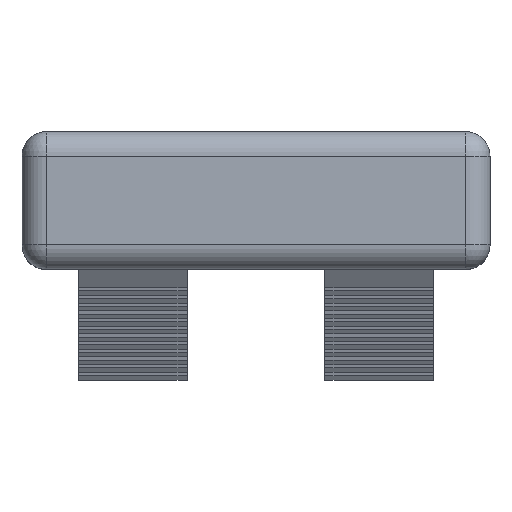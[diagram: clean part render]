
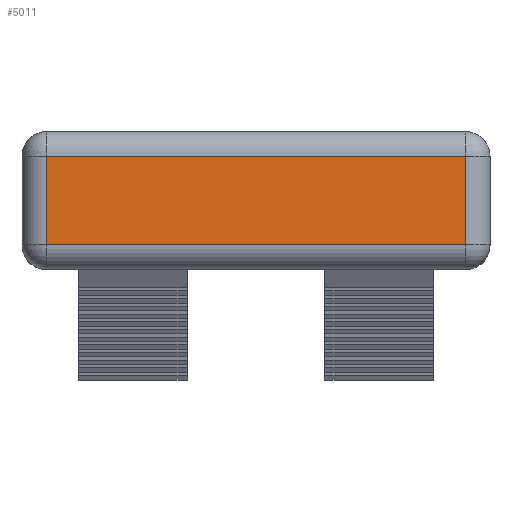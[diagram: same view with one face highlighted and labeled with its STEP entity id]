
A CAD part, top view. The second image highlights one B-rep face of the part: STEP entity #5011.
In plain terms, the highlighted planar face has unit normal (0, 0, 1).
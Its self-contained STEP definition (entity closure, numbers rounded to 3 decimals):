
#100 = ORIENTED_EDGE ( 'NONE', *, *, #3819, .T. ) ;
#596 = DIRECTION ( 'NONE',  ( 0., -1., 0. ) ) ;
#693 = FACE_OUTER_BOUND ( 'NONE', #3821, .T. ) ;
#808 = CARTESIAN_POINT ( 'NONE',  ( -15.75, -9.762, 2.35 ) ) ;
#1116 = DIRECTION ( 'NONE',  ( 0., 0., 1. ) ) ;
#1236 = EDGE_CURVE ( 'NONE', #7178, #5830, #5498, .T. ) ;
#1307 = DIRECTION ( 'NONE',  ( 0., 1., 0. ) ) ;
#1481 = CARTESIAN_POINT ( 'NONE',  ( -15.75, 2.3, 2.35 ) ) ;
#1823 = CARTESIAN_POINT ( 'NONE',  ( -24.5, 2.8, 2.35 ) ) ;
#1872 = CARTESIAN_POINT ( 'NONE',  ( -24.25, 2.3, 2.35 ) ) ;
#2640 = VERTEX_POINT ( 'NONE', #1872 ) ;
#2791 = EDGE_CURVE ( 'NONE', #3424, #7178, #6319, .T. ) ;
#2981 = EDGE_CURVE ( 'NONE', #5830, #2640, #3460, .T. ) ;
#3141 = ORIENTED_EDGE ( 'NONE', *, *, #2791, .T. ) ;
#3167 = ORIENTED_EDGE ( 'NONE', *, *, #2981, .T. ) ;
#3355 = CARTESIAN_POINT ( 'NONE',  ( -24.5, 0.5, 2.35 ) ) ;
#3424 = VERTEX_POINT ( 'NONE', #6531 ) ;
#3460 = LINE ( 'NONE', #5848, #5649 ) ;
#3819 = EDGE_CURVE ( 'NONE', #2640, #3424, #4316, .T. ) ;
#3821 = EDGE_LOOP ( 'NONE', ( #3141, #6838, #3167, #100 ) ) ;
#3902 = DIRECTION ( 'NONE',  ( 1., 0., 0. ) ) ;
#4316 = LINE ( 'NONE', #5455, #4961 ) ;
#4961 = VECTOR ( 'NONE', #596, 1000. ) ;
#5011 = ADVANCED_FACE ( 'NONE', ( #693 ), #7180, .T. ) ;
#5142 = AXIS2_PLACEMENT_3D ( 'NONE', #1823, #1116, #7100 ) ;
#5455 = CARTESIAN_POINT ( 'NONE',  ( -24.25, 2.8, 2.35 ) ) ;
#5498 = LINE ( 'NONE', #808, #6181 ) ;
#5649 = VECTOR ( 'NONE', #5816, 1000. ) ;
#5816 = DIRECTION ( 'NONE',  ( -1., 0., 0. ) ) ;
#5830 = VERTEX_POINT ( 'NONE', #1481 ) ;
#5848 = CARTESIAN_POINT ( 'NONE',  ( -24.5, 2.3, 2.35 ) ) ;
#5861 = CARTESIAN_POINT ( 'NONE',  ( -15.75, 0.5, 2.35 ) ) ;
#6181 = VECTOR ( 'NONE', #1307, 1000. ) ;
#6319 = LINE ( 'NONE', #3355, #7370 ) ;
#6531 = CARTESIAN_POINT ( 'NONE',  ( -24.25, 0.5, 2.35 ) ) ;
#6838 = ORIENTED_EDGE ( 'NONE', *, *, #1236, .T. ) ;
#7100 = DIRECTION ( 'NONE',  ( 1., 0., 0. ) ) ;
#7178 = VERTEX_POINT ( 'NONE', #5861 ) ;
#7180 = PLANE ( 'NONE',  #5142 ) ;
#7370 = VECTOR ( 'NONE', #3902, 1000. ) ;
